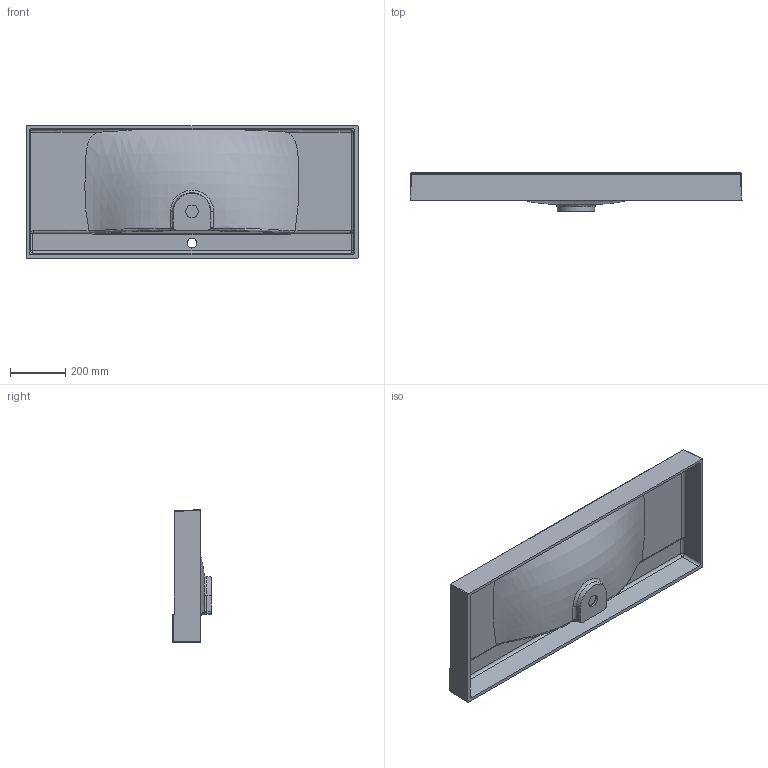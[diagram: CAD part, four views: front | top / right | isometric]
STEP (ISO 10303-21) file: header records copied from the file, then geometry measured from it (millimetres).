
FILE_DESCRIPTION (( 'STEP AP214' ), '1' );
FILE_NAME ('Fly 1200.STEP', '2020-10-06T09:58:05', ( '' ), ( '' ), 'SwSTEP 2.0', 'SolidWorks 2020', '' );
FILE_SCHEMA (( 'AUTOMOTIVE_DESIGN' ));
Length unit declared in the file: millimetre
Products named in the file (1): Fly 1200
Bounding box: 1200 x 140 x 480 mm (x, y, z)
Volume: 10768550.1 mm3; surface area: 1886706.4 mm2
Topology: 2 solids, 2 shells, 133 faces, 317 edges, 189 vertices
Faces by surface type: cylinder 41, bspline 33, plane 33, torus 13, sphere 11, cone 2
Entity records: 18158 total; most frequent: CARTESIAN_POINT 15385, ORIENTED_EDGE 630, DIRECTION 490, EDGE_CURVE 315, AXIS2_PLACEMENT_3D 195, VERTEX_POINT 189, EDGE_LOOP 140, FACE_OUTER_BOUND 133
